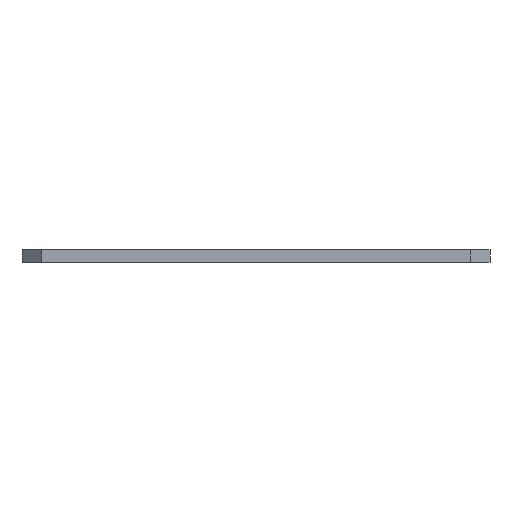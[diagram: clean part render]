
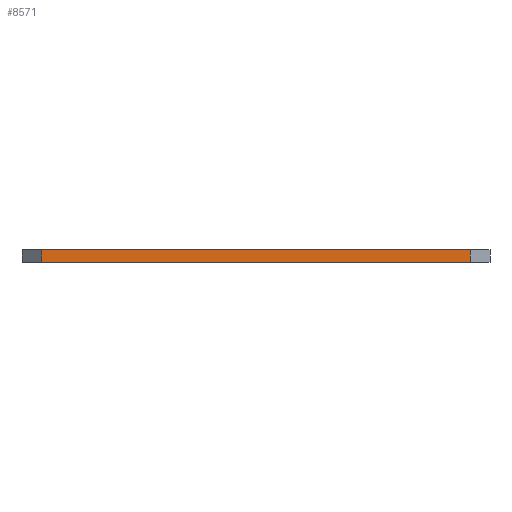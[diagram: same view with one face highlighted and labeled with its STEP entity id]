
A CAD part, left-side view. The second image highlights one B-rep face of the part: STEP entity #8571.
In plain terms, the highlighted planar face has unit normal (-1, 0, 0).
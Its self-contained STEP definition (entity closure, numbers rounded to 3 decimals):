
#66 = PLANE('',#67);
#67 = AXIS2_PLACEMENT_3D('',#68,#69,#70);
#68 = CARTESIAN_POINT('',(26.67,29.845,1.57));
#69 = DIRECTION('',(0.,0.,1.));
#70 = DIRECTION('',(1.,0.,0.));
#98 = PLANE('',#99);
#99 = AXIS2_PLACEMENT_3D('',#100,#101,#102);
#100 = CARTESIAN_POINT('',(26.67,29.845,0.));
#101 = DIRECTION('',(0.,0.,1.));
#102 = DIRECTION('',(1.,0.,0.));
#8484 = PLANE('',#8485);
#8485 = AXIS2_PLACEMENT_3D('',#8486,#8487,#8488);
#8486 = CARTESIAN_POINT('',(0.,2.54,0.));
#8487 = DIRECTION('',(0.,-1.,0.));
#8488 = DIRECTION('',(1.,0.,0.));
#8500 = VERTEX_POINT('',#8501);
#8501 = CARTESIAN_POINT('',(0.,2.54,0.));
#8524 = VERTEX_POINT('',#8525);
#8525 = CARTESIAN_POINT('',(0.,2.54,1.57));
#8546 = EDGE_CURVE('',#8500,#8524,#8547,.T.);
#8547 = SURFACE_CURVE('',#8548,(#8552,#8559),.PCURVE_S1.);
#8548 = LINE('',#8549,#8550);
#8549 = CARTESIAN_POINT('',(0.,2.54,0.));
#8550 = VECTOR('',#8551,1.);
#8551 = DIRECTION('',(0.,0.,1.));
#8552 = PCURVE('',#8484,#8553);
#8553 = DEFINITIONAL_REPRESENTATION('',(#8554),#8558);
#8554 = LINE('',#8555,#8556);
#8555 = CARTESIAN_POINT('',(0.,0.));
#8556 = VECTOR('',#8557,1.);
#8557 = DIRECTION('',(0.,1.));
#8558 = ( GEOMETRIC_REPRESENTATION_CONTEXT(2) 
PARAMETRIC_REPRESENTATION_CONTEXT() REPRESENTATION_CONTEXT('2D SPACE',''
  ) );
#8559 = PCURVE('',#8560,#8565);
#8560 = PLANE('',#8561);
#8561 = AXIS2_PLACEMENT_3D('',#8562,#8563,#8564);
#8562 = CARTESIAN_POINT('',(0.,57.15,0.));
#8563 = DIRECTION('',(-1.,0.,0.));
#8564 = DIRECTION('',(0.,-1.,0.));
#8565 = DEFINITIONAL_REPRESENTATION('',(#8566),#8570);
#8566 = LINE('',#8567,#8568);
#8567 = CARTESIAN_POINT('',(54.61,0.));
#8568 = VECTOR('',#8569,1.);
#8569 = DIRECTION('',(0.,1.));
#8570 = ( GEOMETRIC_REPRESENTATION_CONTEXT(2) 
PARAMETRIC_REPRESENTATION_CONTEXT() REPRESENTATION_CONTEXT('2D SPACE',''
  ) );
#8571 = ADVANCED_FACE('',(#8572),#8560,.T.);
#8572 = FACE_BOUND('',#8573,.T.);
#8573 = EDGE_LOOP('',(#8574,#8597,#8598,#8621));
#8574 = ORIENTED_EDGE('',*,*,#8575,.T.);
#8575 = EDGE_CURVE('',#8576,#8500,#8578,.T.);
#8576 = VERTEX_POINT('',#8577);
#8577 = CARTESIAN_POINT('',(0.,57.15,0.));
#8578 = SURFACE_CURVE('',#8579,(#8583,#8590),.PCURVE_S1.);
#8579 = LINE('',#8580,#8581);
#8580 = CARTESIAN_POINT('',(0.,57.15,0.));
#8581 = VECTOR('',#8582,1.);
#8582 = DIRECTION('',(0.,-1.,0.));
#8583 = PCURVE('',#8560,#8584);
#8584 = DEFINITIONAL_REPRESENTATION('',(#8585),#8589);
#8585 = LINE('',#8586,#8587);
#8586 = CARTESIAN_POINT('',(0.,0.));
#8587 = VECTOR('',#8588,1.);
#8588 = DIRECTION('',(1.,0.));
#8589 = ( GEOMETRIC_REPRESENTATION_CONTEXT(2) 
PARAMETRIC_REPRESENTATION_CONTEXT() REPRESENTATION_CONTEXT('2D SPACE',''
  ) );
#8590 = PCURVE('',#98,#8591);
#8591 = DEFINITIONAL_REPRESENTATION('',(#8592),#8596);
#8592 = LINE('',#8593,#8594);
#8593 = CARTESIAN_POINT('',(-26.67,27.305));
#8594 = VECTOR('',#8595,1.);
#8595 = DIRECTION('',(0.,-1.));
#8596 = ( GEOMETRIC_REPRESENTATION_CONTEXT(2) 
PARAMETRIC_REPRESENTATION_CONTEXT() REPRESENTATION_CONTEXT('2D SPACE',''
  ) );
#8597 = ORIENTED_EDGE('',*,*,#8546,.T.);
#8598 = ORIENTED_EDGE('',*,*,#8599,.F.);
#8599 = EDGE_CURVE('',#8600,#8524,#8602,.T.);
#8600 = VERTEX_POINT('',#8601);
#8601 = CARTESIAN_POINT('',(0.,57.15,1.57));
#8602 = SURFACE_CURVE('',#8603,(#8607,#8614),.PCURVE_S1.);
#8603 = LINE('',#8604,#8605);
#8604 = CARTESIAN_POINT('',(0.,57.15,1.57));
#8605 = VECTOR('',#8606,1.);
#8606 = DIRECTION('',(0.,-1.,0.));
#8607 = PCURVE('',#8560,#8608);
#8608 = DEFINITIONAL_REPRESENTATION('',(#8609),#8613);
#8609 = LINE('',#8610,#8611);
#8610 = CARTESIAN_POINT('',(0.,1.57));
#8611 = VECTOR('',#8612,1.);
#8612 = DIRECTION('',(1.,0.));
#8613 = ( GEOMETRIC_REPRESENTATION_CONTEXT(2) 
PARAMETRIC_REPRESENTATION_CONTEXT() REPRESENTATION_CONTEXT('2D SPACE',''
  ) );
#8614 = PCURVE('',#66,#8615);
#8615 = DEFINITIONAL_REPRESENTATION('',(#8616),#8620);
#8616 = LINE('',#8617,#8618);
#8617 = CARTESIAN_POINT('',(-26.67,27.305));
#8618 = VECTOR('',#8619,1.);
#8619 = DIRECTION('',(0.,-1.));
#8620 = ( GEOMETRIC_REPRESENTATION_CONTEXT(2) 
PARAMETRIC_REPRESENTATION_CONTEXT() REPRESENTATION_CONTEXT('2D SPACE',''
  ) );
#8621 = ORIENTED_EDGE('',*,*,#8622,.F.);
#8622 = EDGE_CURVE('',#8576,#8600,#8623,.T.);
#8623 = SURFACE_CURVE('',#8624,(#8628,#8635),.PCURVE_S1.);
#8624 = LINE('',#8625,#8626);
#8625 = CARTESIAN_POINT('',(0.,57.15,0.));
#8626 = VECTOR('',#8627,1.);
#8627 = DIRECTION('',(0.,0.,1.));
#8628 = PCURVE('',#8560,#8629);
#8629 = DEFINITIONAL_REPRESENTATION('',(#8630),#8634);
#8630 = LINE('',#8631,#8632);
#8631 = CARTESIAN_POINT('',(0.,0.));
#8632 = VECTOR('',#8633,1.);
#8633 = DIRECTION('',(0.,1.));
#8634 = ( GEOMETRIC_REPRESENTATION_CONTEXT(2) 
PARAMETRIC_REPRESENTATION_CONTEXT() REPRESENTATION_CONTEXT('2D SPACE',''
  ) );
#8635 = PCURVE('',#8636,#8641);
#8636 = PLANE('',#8637);
#8637 = AXIS2_PLACEMENT_3D('',#8638,#8639,#8640);
#8638 = CARTESIAN_POINT('',(2.54,59.69,0.));
#8639 = DIRECTION('',(-0.707,0.707,0.));
#8640 = DIRECTION('',(-0.707,-0.707,0.));
#8641 = DEFINITIONAL_REPRESENTATION('',(#8642),#8646);
#8642 = LINE('',#8643,#8644);
#8643 = CARTESIAN_POINT('',(3.592,0.));
#8644 = VECTOR('',#8645,1.);
#8645 = DIRECTION('',(0.,1.));
#8646 = ( GEOMETRIC_REPRESENTATION_CONTEXT(2) 
PARAMETRIC_REPRESENTATION_CONTEXT() REPRESENTATION_CONTEXT('2D SPACE',''
  ) );
